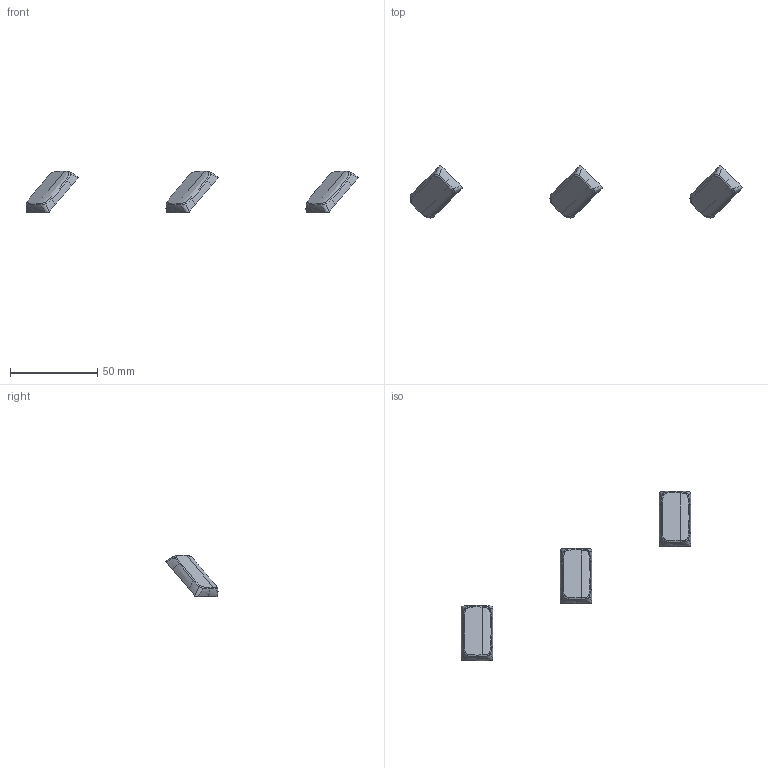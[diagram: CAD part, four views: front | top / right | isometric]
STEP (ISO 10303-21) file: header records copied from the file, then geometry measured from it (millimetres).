
FILE_DESCRIPTION(/* description */ (''),/* implementation_level */ '2;1');
FILE_NAME(/* name */ '2U_convex.step',/* time_stamp */ '2024-06-19T12:26:25-07:00',/* author */ (''),/* organization */ (''),/* preprocessor_version */ 'ST-DEVELOPER v20',/* originating_system */ 'Autodesk Translation Framework v13.14.0.145',/* authorisation */ '');
FILE_SCHEMA (('AUTOMOTIVE_DESIGN { 1 0 10303 214 3 1 1 }'));
Length unit declared in the file: millimetre
Products named in the file (2): mzu_convex; print
Assembly tree (1 placements, depth 2):
  mzu_convex
    print
Bounding box: 189.75 x 29.73 x 23.81 mm (x, y, z)
Volume: 4916.3 mm3; surface area: 5543.9 mm2
Topology: 3 solids, 3 shells, 258 faces, 633 edges, 390 vertices
Faces by surface type: bspline 147, plane 54, cylinder 51, torus 6
Full cylindrical faces by diameter (mm): 5.5 x3
Entity records: 12097 total; most frequent: CARTESIAN_POINT 6873, ORIENTED_EDGE 1266, DIRECTION 723, EDGE_CURVE 633, VERTEX_POINT 390, EDGE_LOOP 267, LINE 267, VECTOR 267
